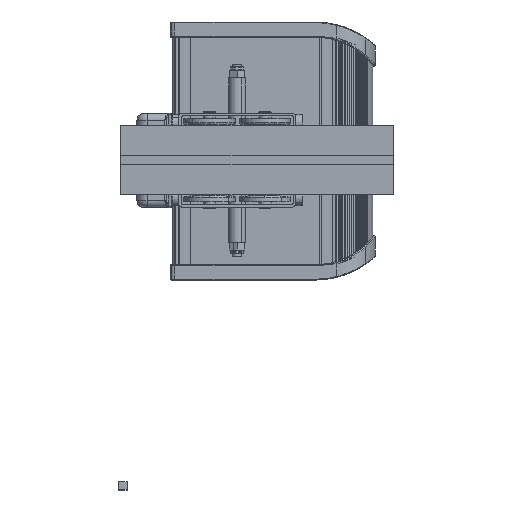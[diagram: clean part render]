
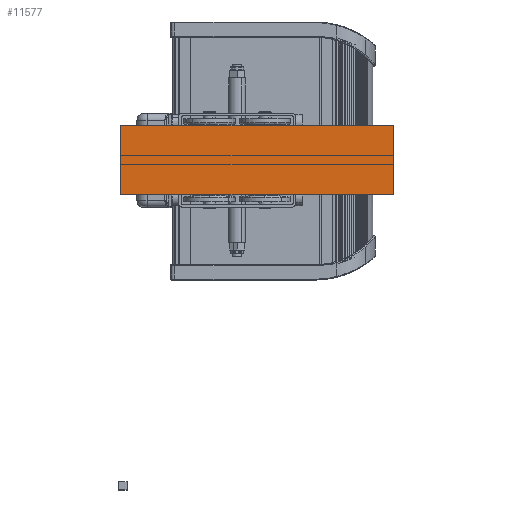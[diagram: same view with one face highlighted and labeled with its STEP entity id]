
A CAD part, top view. The second image highlights one B-rep face of the part: STEP entity #11577.
In plain terms, the highlighted planar face has unit normal (0, 0, 1).
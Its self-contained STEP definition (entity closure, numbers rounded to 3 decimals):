
#9391=EDGE_CURVE('',#20828,#20874,#20875,.T.);
#11577=ADVANCED_FACE('',(#23812),#23813,.T.);
#20828=VERTEX_POINT('',#46164);
#20874=VERTEX_POINT('',#46222);
#20875=LINE('',#46223,#46224);
#23812=FACE_OUTER_BOUND('',#56710,.T.);
#23813=PLANE('',#56711);
#46164=CARTESIAN_POINT('',(-197.0,-50.0,133.33));
#46222=CARTESIAN_POINT('',(-197.0,50.,133.33));
#46223=CARTESIAN_POINT('',(-197.0,-50.0,133.33));
#46224=VECTOR('',#74364,1.0);
#56710=EDGE_LOOP('',(#79868,#79869,#79870,#79871));
#56711=AXIS2_PLACEMENT_3D('',#79872,#79873,#79874);
#74364=DIRECTION('',(0.0,1.0,0.0));
#79868=ORIENTED_EDGE('',*,*,#90529,.T.);
#79869=ORIENTED_EDGE('',*,*,#90318,.F.);
#79870=ORIENTED_EDGE('',*,*,#9391,.F.);
#79871=ORIENTED_EDGE('',*,*,#90530,.T.);
#79872=CARTESIAN_POINT('',(-197.0,0.,133.33));
#79873=DIRECTION('',(0.0,0.0,1.0));
#79874=DIRECTION('',(0.0,-1.0,-0.0));
#90318=EDGE_CURVE('',#20874,#97833,#97835,.T.);
#90529=EDGE_CURVE('',#98069,#97833,#98070,.T.);
#90530=EDGE_CURVE('',#20828,#98069,#98071,.T.);
#97833=VERTEX_POINT('',#112397);
#97835=LINE('',#112400,#112401);
#98069=VERTEX_POINT('',#112803);
#98070=LINE('',#112804,#112805);
#98071=LINE('',#112806,#112807);
#112397=CARTESIAN_POINT('',(197.0,50.,133.33));
#112400=CARTESIAN_POINT('',(-197.0,50.,133.33));
#112401=VECTOR('',#119412,1.0);
#112803=CARTESIAN_POINT('',(197.0,-50.0,133.33));
#112804=CARTESIAN_POINT('',(197.0,-50.0,133.33));
#112805=VECTOR('',#119555,1.0);
#112806=CARTESIAN_POINT('',(-197.0,-50.0,133.33));
#112807=VECTOR('',#119556,1.0);
#119412=DIRECTION('',(1.0,0.0,0.0));
#119555=DIRECTION('',(0.0,1.0,0.0));
#119556=DIRECTION('',(1.0,0.0,0.0));
